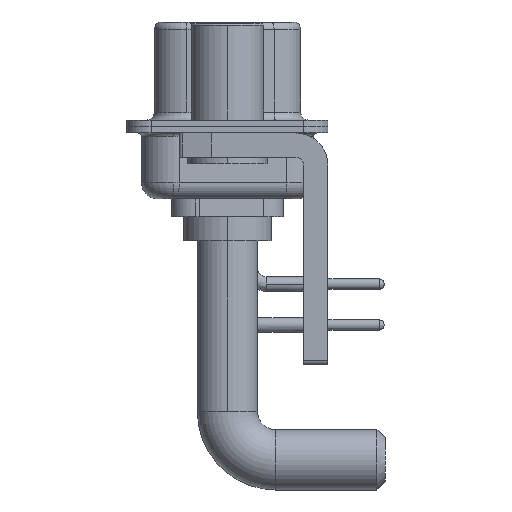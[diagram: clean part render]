
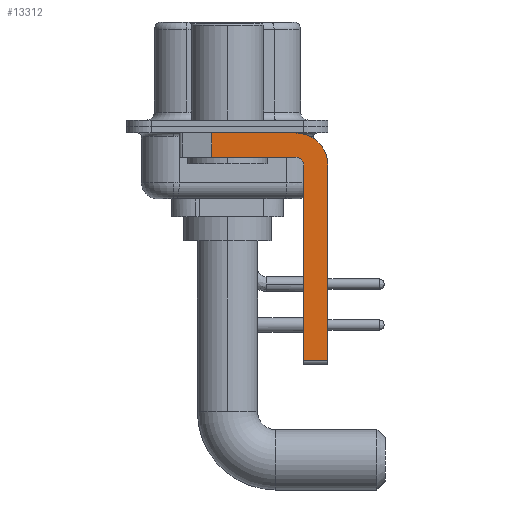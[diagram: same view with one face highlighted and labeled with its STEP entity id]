
A CAD part, left-side view. The second image highlights one B-rep face of the part: STEP entity #13312.
In plain terms, the highlighted planar face has unit normal (-1, 0, 0).
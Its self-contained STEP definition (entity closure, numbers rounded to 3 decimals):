
#199 = CARTESIAN_POINT ( 'NONE',  ( -2.9, -4.75, -14.55 ) ) ;
#555 = DIRECTION ( 'NONE',  ( -1., 0., 0. ) ) ;
#615 = LINE ( 'NONE', #28325, #9324 ) ;
#1457 = LINE ( 'NONE', #8098, #17215 ) ;
#1595 = ORIENTED_EDGE ( 'NONE', *, *, #23867, .F. ) ;
#2818 = VECTOR ( 'NONE', #24088, 1000. ) ;
#2930 = EDGE_LOOP ( 'NONE', ( #7359, #4111, #13094, #1595, #3176, #3012, #18397, #20831 ) ) ;
#3012 = ORIENTED_EDGE ( 'NONE', *, *, #24999, .T. ) ;
#3044 = AXIS2_PLACEMENT_3D ( 'NONE', #17032, #8069, #17478 ) ;
#3176 = ORIENTED_EDGE ( 'NONE', *, *, #20727, .F. ) ;
#4111 = ORIENTED_EDGE ( 'NONE', *, *, #4383, .T. ) ;
#4383 = EDGE_CURVE ( 'NONE', #25893, #4385, #615, .T. ) ;
#4385 = VERTEX_POINT ( 'NONE', #7834 ) ;
#4534 = CIRCLE ( 'NONE', #21136, 2. ) ;
#5464 = CARTESIAN_POINT ( 'NONE',  ( -2.9, -6.25, -14.55 ) ) ;
#5493 = CARTESIAN_POINT ( 'NONE',  ( -2.9, -6.25, -2.4 ) ) ;
#5645 = DIRECTION ( 'NONE',  ( 0., -1., 0. ) ) ;
#5706 = LINE ( 'NONE', #23793, #2818 ) ;
#6700 = DIRECTION ( 'NONE',  ( 0., 0., -1. ) ) ;
#7359 = ORIENTED_EDGE ( 'NONE', *, *, #19616, .F. ) ;
#7702 = VECTOR ( 'NONE', #26507, 1000. ) ;
#7737 = CARTESIAN_POINT ( 'NONE',  ( -2.9, 0.978, -0.4 ) ) ;
#7741 = LINE ( 'NONE', #20989, #23703 ) ;
#7769 = CARTESIAN_POINT ( 'NONE',  ( -2.9, -4.25, -2.4 ) ) ;
#7834 = CARTESIAN_POINT ( 'NONE',  ( -2.9, 0.978, -1.9 ) ) ;
#8069 = DIRECTION ( 'NONE',  ( 1., 0., 0. ) ) ;
#8098 = CARTESIAN_POINT ( 'NONE',  ( -2.9, -4.25, -1.9 ) ) ;
#9324 = VECTOR ( 'NONE', #20941, 1000. ) ;
#9851 = VERTEX_POINT ( 'NONE', #5464 ) ;
#10056 = CARTESIAN_POINT ( 'NONE',  ( -2.9, -4.25, -14.55 ) ) ;
#10626 = CARTESIAN_POINT ( 'NONE',  ( -2.9, -6.25, -2.4 ) ) ;
#11549 = VECTOR ( 'NONE', #5645, 1000. ) ;
#11786 = EDGE_CURVE ( 'NONE', #22959, #9851, #26358, .T. ) ;
#11984 = CIRCLE ( 'NONE', #19598, 0.5 ) ;
#12533 = PLANE ( 'NONE',  #3044 ) ;
#12863 = DIRECTION ( 'NONE',  ( 0., 1., 0. ) ) ;
#13094 = ORIENTED_EDGE ( 'NONE', *, *, #23490, .F. ) ;
#13312 = ADVANCED_FACE ( 'NONE', ( #14939 ), #12533, .F. ) ;
#14023 = DIRECTION ( 'NONE',  ( 0., 0., 1. ) ) ;
#14939 = FACE_OUTER_BOUND ( 'NONE', #2930, .T. ) ;
#15134 = VERTEX_POINT ( 'NONE', #17083 ) ;
#16872 = DIRECTION ( 'NONE',  ( 0., 0., 1. ) ) ;
#17032 = CARTESIAN_POINT ( 'NONE',  ( -2.9, -4.25, -2.4 ) ) ;
#17083 = CARTESIAN_POINT ( 'NONE',  ( -2.9, -4.75, -2.4 ) ) ;
#17215 = VECTOR ( 'NONE', #12863, 1000. ) ;
#17478 = DIRECTION ( 'NONE',  ( 0., 0., -1. ) ) ;
#18094 = CARTESIAN_POINT ( 'NONE',  ( -2.9, -4.25, -0.4 ) ) ;
#18397 = ORIENTED_EDGE ( 'NONE', *, *, #11786, .F. ) ;
#18443 = VERTEX_POINT ( 'NONE', #22711 ) ;
#18899 = VERTEX_POINT ( 'NONE', #18094 ) ;
#19598 = AXIS2_PLACEMENT_3D ( 'NONE', #7769, #555, #16872 ) ;
#19616 = EDGE_CURVE ( 'NONE', #25893, #18899, #5706, .T. ) ;
#20727 = EDGE_CURVE ( 'NONE', #28254, #15134, #7741, .T. ) ;
#20831 = ORIENTED_EDGE ( 'NONE', *, *, #28090, .F. ) ;
#20941 = DIRECTION ( 'NONE',  ( 0., 0., -1. ) ) ;
#20989 = CARTESIAN_POINT ( 'NONE',  ( -2.9, -4.75, -14.8 ) ) ;
#21136 = AXIS2_PLACEMENT_3D ( 'NONE', #22294, #24350, #6700 ) ;
#22294 = CARTESIAN_POINT ( 'NONE',  ( -2.9, -4.25, -2.4 ) ) ;
#22711 = CARTESIAN_POINT ( 'NONE',  ( -2.9, -4.25, -1.9 ) ) ;
#22959 = VERTEX_POINT ( 'NONE', #5493 ) ;
#23490 = EDGE_CURVE ( 'NONE', #18443, #4385, #1457, .T. ) ;
#23703 = VECTOR ( 'NONE', #14023, 1000. ) ;
#23793 = CARTESIAN_POINT ( 'NONE',  ( -2.9, 3., -0.4 ) ) ;
#23867 = EDGE_CURVE ( 'NONE', #15134, #18443, #11984, .T. ) ;
#24088 = DIRECTION ( 'NONE',  ( 0., -1., 0. ) ) ;
#24350 = DIRECTION ( 'NONE',  ( 1., 0., 0. ) ) ;
#24999 = EDGE_CURVE ( 'NONE', #28254, #9851, #28335, .T. ) ;
#25893 = VERTEX_POINT ( 'NONE', #7737 ) ;
#26358 = LINE ( 'NONE', #10626, #7702 ) ;
#26507 = DIRECTION ( 'NONE',  ( 0., 0., -1. ) ) ;
#28090 = EDGE_CURVE ( 'NONE', #18899, #22959, #4534, .T. ) ;
#28254 = VERTEX_POINT ( 'NONE', #199 ) ;
#28325 = CARTESIAN_POINT ( 'NONE',  ( -2.9, 0.978, -1.9 ) ) ;
#28335 = LINE ( 'NONE', #10056, #11549 ) ;
